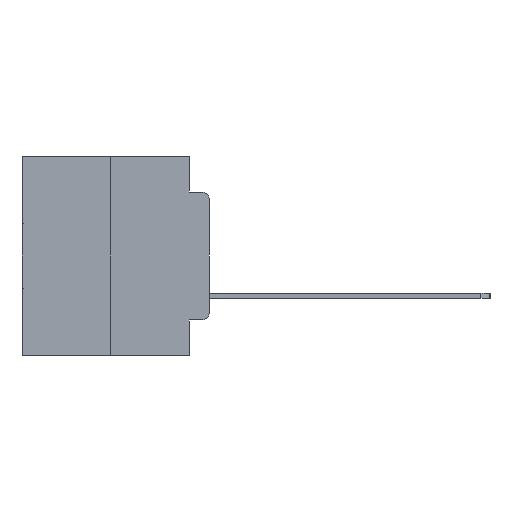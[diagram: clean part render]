
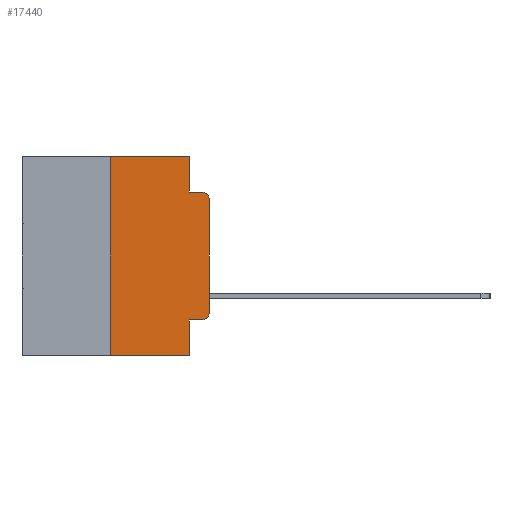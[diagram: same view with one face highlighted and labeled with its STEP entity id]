
A CAD part, left-side view. The second image highlights one B-rep face of the part: STEP entity #17440.
In plain terms, the highlighted planar face has unit normal (-1, 0, 0).
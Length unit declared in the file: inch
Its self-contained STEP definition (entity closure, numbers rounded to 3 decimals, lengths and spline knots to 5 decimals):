
#611 = LINE ( 'NONE', #3418, #6038 ) ;
#780 = VERTEX_POINT ( 'NONE', #2575 ) ;
#833 = VERTEX_POINT ( 'NONE', #25089 ) ;
#995 = CARTESIAN_POINT ( 'NONE',  ( 0., 0.02, -0.4115 ) ) ;
#1107 = DIRECTION ( 'NONE',  ( 0., 0., -1. ) ) ;
#1254 = DIRECTION ( 'NONE',  ( -1., 0., 0. ) ) ;
#1394 = CARTESIAN_POINT ( 'NONE',  ( 0., 0.051, 0. ) ) ;
#1837 = CARTESIAN_POINT ( 'NONE',  ( 0., 0.473, -0.5 ) ) ;
#2575 = CARTESIAN_POINT ( 'NONE',  ( 0., 0., -0.3915 ) ) ;
#2949 = EDGE_CURVE ( 'NONE', #833, #26099, #4864, .T. ) ;
#3392 = DIRECTION ( 'NONE',  ( 0., 0., -1. ) ) ;
#3418 = CARTESIAN_POINT ( 'NONE',  ( 0., 0.051, 0. ) ) ;
#3918 = CARTESIAN_POINT ( 'NONE',  ( 0., 0.02, -0.3915 ) ) ;
#3932 = LINE ( 'NONE', #27084, #27758 ) ;
#4118 = DIRECTION ( 'NONE',  ( 0., -1., 0. ) ) ;
#4317 = LINE ( 'NONE', #18658, #21646 ) ;
#4864 = LINE ( 'NONE', #7739, #22147 ) ;
#5791 = AXIS2_PLACEMENT_3D ( 'NONE', #14704, #17042, #3392 ) ;
#5991 = VECTOR ( 'NONE', #22836, 39.37008 ) ;
#6038 = VECTOR ( 'NONE', #1107, 39.37008 ) ;
#6206 = LINE ( 'NONE', #1837, #17551 ) ;
#6234 = DIRECTION ( 'NONE',  ( 0., 0., -1. ) ) ;
#6708 = LINE ( 'NONE', #20614, #5991 ) ;
#7276 = ORIENTED_EDGE ( 'NONE', *, *, #17980, .F. ) ;
#7367 = EDGE_CURVE ( 'NONE', #23444, #780, #26519, .T. ) ;
#7739 = CARTESIAN_POINT ( 'NONE',  ( 0., 0.473, 0. ) ) ;
#7970 = EDGE_LOOP ( 'NONE', ( #17199, #28853, #7276, #25117, #14763, #20661, #16166, #22058, #27845, #28543 ) ) ;
#8541 = FACE_OUTER_BOUND ( 'NONE', #7970, .T. ) ;
#8757 = CARTESIAN_POINT ( 'NONE',  ( 0., 0., -0.1085 ) ) ;
#8897 = EDGE_CURVE ( 'NONE', #9327, #23444, #4317, .T. ) ;
#9054 = VECTOR ( 'NONE', #16130, 39.37008 ) ;
#9327 = VERTEX_POINT ( 'NONE', #22396 ) ;
#9998 = DIRECTION ( 'NONE',  ( 0., -1., 0. ) ) ;
#10448 = EDGE_CURVE ( 'NONE', #9327, #12008, #611, .T. ) ;
#12008 = VERTEX_POINT ( 'NONE', #13658 ) ;
#13605 = VERTEX_POINT ( 'NONE', #8757 ) ;
#13658 = CARTESIAN_POINT ( 'NONE',  ( 0., 0.051, -0.5 ) ) ;
#13875 = DIRECTION ( 'NONE',  ( 0., 0., -1. ) ) ;
#14704 = CARTESIAN_POINT ( 'NONE',  ( 0., 0.473, 0. ) ) ;
#14763 = ORIENTED_EDGE ( 'NONE', *, *, #2949, .F. ) ;
#14980 = CARTESIAN_POINT ( 'NONE',  ( 0., 0.02, -0.1085 ) ) ;
#15018 = EDGE_CURVE ( 'NONE', #26119, #833, #15124, .T. ) ;
#15124 = LINE ( 'NONE', #24891, #9054 ) ;
#16130 = DIRECTION ( 'NONE',  ( 0., 0., 1. ) ) ;
#16166 = ORIENTED_EDGE ( 'NONE', *, *, #27834, .T. ) ;
#16502 = EDGE_CURVE ( 'NONE', #26099, #21830, #3932, .T. ) ;
#16716 = CIRCLE ( 'NONE', #19090, 0.02 ) ;
#17042 = DIRECTION ( 'NONE',  ( 1., 0., 0. ) ) ;
#17199 = ORIENTED_EDGE ( 'NONE', *, *, #20941, .T. ) ;
#17208 = DIRECTION ( 'NONE',  ( 0., 0., -1. ) ) ;
#17337 = CARTESIAN_POINT ( 'NONE',  ( 0., 0.25, -0.5 ) ) ;
#17440 = ADVANCED_FACE ( 'NONE', ( #8541 ), #27975, .F. ) ;
#17551 = VECTOR ( 'NONE', #4118, 39.37008 ) ;
#17980 = EDGE_CURVE ( 'NONE', #21830, #18888, #21504, .T. ) ;
#18658 = CARTESIAN_POINT ( 'NONE',  ( 0., 0.051, -0.4115 ) ) ;
#18888 = VERTEX_POINT ( 'NONE', #20259 ) ;
#19046 = CARTESIAN_POINT ( 'NONE',  ( 0., 0.051, -0.0885 ) ) ;
#19090 = AXIS2_PLACEMENT_3D ( 'NONE', #14980, #1254, #17208 ) ;
#19476 = EDGE_CURVE ( 'NONE', #13605, #18888, #16716, .T. ) ;
#19766 = DIRECTION ( 'NONE',  ( -1., 0., 0. ) ) ;
#20259 = CARTESIAN_POINT ( 'NONE',  ( 0., 0.02, -0.0885 ) ) ;
#20614 = CARTESIAN_POINT ( 'NONE',  ( 0., 0., 0. ) ) ;
#20661 = ORIENTED_EDGE ( 'NONE', *, *, #15018, .F. ) ;
#20941 = EDGE_CURVE ( 'NONE', #780, #13605, #6708, .T. ) ;
#21504 = LINE ( 'NONE', #19046, #27326 ) ;
#21646 = VECTOR ( 'NONE', #27393, 39.37008 ) ;
#21830 = VERTEX_POINT ( 'NONE', #23554 ) ;
#22058 = ORIENTED_EDGE ( 'NONE', *, *, #10448, .F. ) ;
#22147 = VECTOR ( 'NONE', #24610, 39.37008 ) ;
#22396 = CARTESIAN_POINT ( 'NONE',  ( 0., 0.051, -0.4115 ) ) ;
#22836 = DIRECTION ( 'NONE',  ( 0., 0., 1. ) ) ;
#23444 = VERTEX_POINT ( 'NONE', #995 ) ;
#23484 = AXIS2_PLACEMENT_3D ( 'NONE', #3918, #19766, #6234 ) ;
#23554 = CARTESIAN_POINT ( 'NONE',  ( 0., 0.051, -0.0885 ) ) ;
#24610 = DIRECTION ( 'NONE',  ( 0., -1., 0. ) ) ;
#24891 = CARTESIAN_POINT ( 'NONE',  ( 0., 0.25, 0. ) ) ;
#25089 = CARTESIAN_POINT ( 'NONE',  ( 0., 0.25, 0. ) ) ;
#25117 = ORIENTED_EDGE ( 'NONE', *, *, #16502, .F. ) ;
#26099 = VERTEX_POINT ( 'NONE', #1394 ) ;
#26119 = VERTEX_POINT ( 'NONE', #17337 ) ;
#26519 = CIRCLE ( 'NONE', #23484, 0.02 ) ;
#27084 = CARTESIAN_POINT ( 'NONE',  ( 0., 0.051, 0. ) ) ;
#27326 = VECTOR ( 'NONE', #9998, 39.37008 ) ;
#27393 = DIRECTION ( 'NONE',  ( 0., -1., 0. ) ) ;
#27758 = VECTOR ( 'NONE', #13875, 39.37008 ) ;
#27834 = EDGE_CURVE ( 'NONE', #26119, #12008, #6206, .T. ) ;
#27845 = ORIENTED_EDGE ( 'NONE', *, *, #8897, .T. ) ;
#27975 = PLANE ( 'NONE',  #5791 ) ;
#28543 = ORIENTED_EDGE ( 'NONE', *, *, #7367, .T. ) ;
#28853 = ORIENTED_EDGE ( 'NONE', *, *, #19476, .T. ) ;
